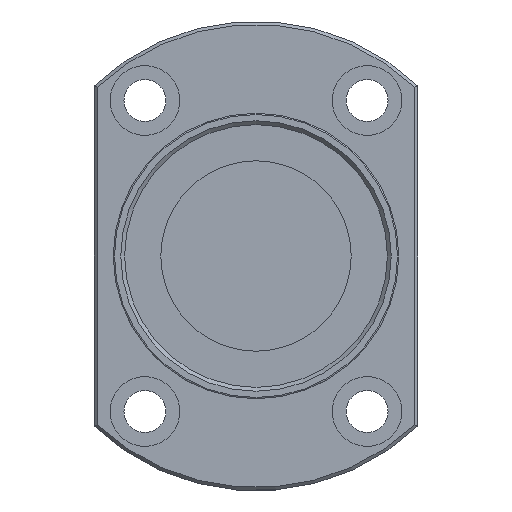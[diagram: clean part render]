
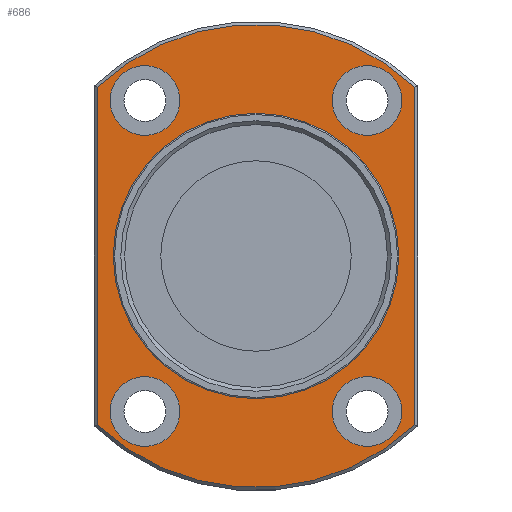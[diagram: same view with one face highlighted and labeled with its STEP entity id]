
A CAD part, front view. The second image highlights one B-rep face of the part: STEP entity #686.
In plain terms, the highlighted planar face has unit normal (0, -1, 0).
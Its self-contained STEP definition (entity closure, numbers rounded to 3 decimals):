
#177=CARTESIAN_POINT('',(25.,-32.,26.594));
#178=VERTEX_POINT('',#177);
#185=CARTESIAN_POINT('',(25.,-32.,-26.594));
#186=VERTEX_POINT('',#185);
#187=CARTESIAN_POINT('',(25.,-32.,26.594));
#188=DIRECTION('',(0.0,0.0,-1.0));
#189=VECTOR('',#188,53.188);
#190=LINE('',#187,#189);
#191=EDGE_CURVE('',#178,#186,#190,.T.);
#209=CARTESIAN_POINT('',(-25.0,-32.,-26.594));
#210=VERTEX_POINT('',#209);
#211=CARTESIAN_POINT('',(0.0,-32.,0.0));
#212=DIRECTION('',(0.0,-1.0,0.0));
#213=DIRECTION('',(1.0,0.0,0.0));
#214=AXIS2_PLACEMENT_3D('',#211,#212,#213);
#215=CIRCLE('',#214,36.5);
#216=EDGE_CURVE('',#210,#186,#215,.T.);
#326=CARTESIAN_POINT('',(-25.0,-32.,26.594));
#327=VERTEX_POINT('',#326);
#328=CARTESIAN_POINT('',(-25.0,-32.,-26.594));
#329=DIRECTION('',(0.0,0.0,1.0));
#330=VECTOR('',#329,53.188);
#331=LINE('',#328,#330);
#332=EDGE_CURVE('',#210,#327,#331,.T.);
#377=CARTESIAN_POINT('',(23.0,-32.,24.5));
#378=VERTEX_POINT('',#377);
#379=CARTESIAN_POINT('',(17.5,-32.,24.5));
#380=DIRECTION('',(0.0,1.0,0.0));
#381=DIRECTION('',(1.0,0.0,0.0));
#382=AXIS2_PLACEMENT_3D('',#379,#380,#381);
#383=CIRCLE('',#382,5.5);
#384=EDGE_CURVE('',#378,#378,#383,.T.);
#445=CARTESIAN_POINT('',(23.0,-32.,-24.5));
#446=VERTEX_POINT('',#445);
#447=CARTESIAN_POINT('',(17.5,-32.,-24.5));
#448=DIRECTION('',(0.0,1.0,0.0));
#449=DIRECTION('',(1.0,0.0,0.0));
#450=AXIS2_PLACEMENT_3D('',#447,#448,#449);
#451=CIRCLE('',#450,5.5);
#452=EDGE_CURVE('',#446,#446,#451,.T.);
#513=CARTESIAN_POINT('',(-12.0,-32.,-24.5));
#514=VERTEX_POINT('',#513);
#515=CARTESIAN_POINT('',(-17.5,-32.,-24.5));
#516=DIRECTION('',(0.0,1.0,0.0));
#517=DIRECTION('',(1.0,0.0,0.0));
#518=AXIS2_PLACEMENT_3D('',#515,#516,#517);
#519=CIRCLE('',#518,5.5);
#520=EDGE_CURVE('',#514,#514,#519,.T.);
#581=CARTESIAN_POINT('',(-12.,-32.,24.5));
#582=VERTEX_POINT('',#581);
#583=CARTESIAN_POINT('',(-17.5,-32.,24.5));
#584=DIRECTION('',(0.0,1.0,0.0));
#585=DIRECTION('',(1.0,0.0,0.0));
#586=AXIS2_PLACEMENT_3D('',#583,#584,#585);
#587=CIRCLE('',#586,5.5);
#588=EDGE_CURVE('',#582,#582,#587,.T.);
#642=CARTESIAN_POINT('',(0.0,-32.,0.0));
#643=DIRECTION('',(0.0,-1.0,0.0));
#644=DIRECTION('',(1.0,0.0,0.0));
#645=AXIS2_PLACEMENT_3D('',#642,#643,#644);
#646=CIRCLE('',#645,36.5);
#647=EDGE_CURVE('',#178,#327,#646,.T.);
#652=CARTESIAN_POINT('',(29.5,-32.,0.0));
#653=DIRECTION('',(0.0,-1.0,0.0));
#654=DIRECTION('',(0.0,0.0,-1.0));
#655=AXIS2_PLACEMENT_3D('',#652,#653,#654);
#656=PLANE('',#655);
#657=ORIENTED_EDGE('',*,*,#191,.F.);
#658=ORIENTED_EDGE('',*,*,#647,.T.);
#659=ORIENTED_EDGE('',*,*,#332,.F.);
#660=ORIENTED_EDGE('',*,*,#216,.T.);
#661=EDGE_LOOP('',(#657,#658,#659,#660));
#662=FACE_OUTER_BOUND('',#661,.T.);
#663=ORIENTED_EDGE('',*,*,#384,.T.);
#664=EDGE_LOOP('',(#663));
#665=FACE_BOUND('',#664,.T.);
#666=ORIENTED_EDGE('',*,*,#452,.T.);
#667=EDGE_LOOP('',(#666));
#668=FACE_BOUND('',#667,.T.);
#669=ORIENTED_EDGE('',*,*,#520,.T.);
#670=EDGE_LOOP('',(#669));
#671=FACE_BOUND('',#670,.T.);
#672=ORIENTED_EDGE('',*,*,#588,.T.);
#673=EDGE_LOOP('',(#672));
#674=FACE_BOUND('',#673,.T.);
#675=CARTESIAN_POINT('',(22.5,-32.,0.0));
#676=VERTEX_POINT('',#675);
#677=CARTESIAN_POINT('',(0.0,-32.,0.0));
#678=DIRECTION('',(0.0,-1.0,0.0));
#679=DIRECTION('',(1.0,0.0,0.0));
#680=AXIS2_PLACEMENT_3D('',#677,#678,#679);
#681=CIRCLE('',#680,22.5);
#682=EDGE_CURVE('',#676,#676,#681,.T.);
#683=ORIENTED_EDGE('',*,*,#682,.F.);
#684=EDGE_LOOP('',(#683));
#685=FACE_BOUND('',#684,.T.);
#686=ADVANCED_FACE('',(#662,#665,#668,#671,#674,#685),#656,.T.);
